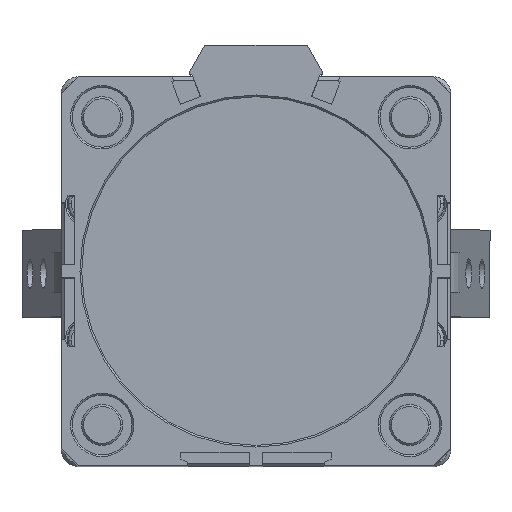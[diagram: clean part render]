
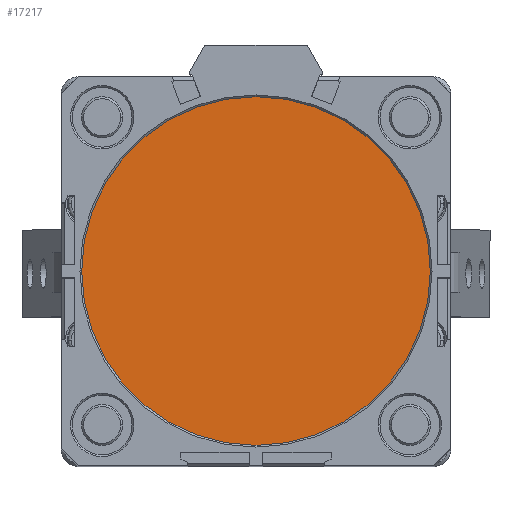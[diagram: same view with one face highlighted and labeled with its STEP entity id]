
A CAD part, top view. The second image highlights one B-rep face of the part: STEP entity #17217.
In plain terms, the highlighted face is planar.
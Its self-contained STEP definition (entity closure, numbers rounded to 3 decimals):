
#5203 = FACE_OUTER_BOUND ( 'NONE', #42682, .T. ) ;
#7336 = ORIENTED_EDGE ( 'NONE', *, *, #35796, .T. ) ;
#7984 = PLANE ( 'NONE',  #36142 ) ;
#14912 = VERTEX_POINT ( 'NONE', #62123 ) ;
#17217 = ADVANCED_FACE ( 'NONE', ( #5203 ), #7984, .T. ) ;
#17227 = ORIENTED_EDGE ( 'NONE', *, *, #58775, .T. ) ;
#17383 = CARTESIAN_POINT ( 'NONE',  ( 0., 0., -49.5 ) ) ;
#19704 = CARTESIAN_POINT ( 'NONE',  ( 0., 0., -49.5 ) ) ;
#23191 = DIRECTION ( 'NONE',  ( -1., 0., 0. ) ) ;
#24508 = AXIS2_PLACEMENT_3D ( 'NONE', #25372, #66032, #31242 ) ;
#25372 = CARTESIAN_POINT ( 'NONE',  ( 0., 0., -49.5 ) ) ;
#25530 = DIRECTION ( 'NONE',  ( -1., 0., 0. ) ) ;
#30478 = VERTEX_POINT ( 'NONE', #66203 ) ;
#31242 = DIRECTION ( 'NONE',  ( -1., 0., 0. ) ) ;
#34913 = AXIS2_PLACEMENT_3D ( 'NONE', #17383, #58078, #23191 ) ;
#35796 = EDGE_CURVE ( 'NONE', #30478, #14912, #52304, .T. ) ;
#36142 = AXIS2_PLACEMENT_3D ( 'NONE', #19704, #60403, #25530 ) ;
#42682 = EDGE_LOOP ( 'NONE', ( #7336, #17227 ) ) ;
#44235 = CIRCLE ( 'NONE', #24508, 51. ) ;
#52304 = CIRCLE ( 'NONE', #34913, 51. ) ;
#58078 = DIRECTION ( 'NONE',  ( 0., 0., -1. ) ) ;
#58775 = EDGE_CURVE ( 'NONE', #14912, #30478, #44235, .T. ) ;
#60403 = DIRECTION ( 'NONE',  ( 0., 0., -1. ) ) ;
#62123 = CARTESIAN_POINT ( 'NONE',  ( 51., 0., -49.5 ) ) ;
#66032 = DIRECTION ( 'NONE',  ( 0., 0., -1. ) ) ;
#66203 = CARTESIAN_POINT ( 'NONE',  ( -51., 0., -49.5 ) ) ;
